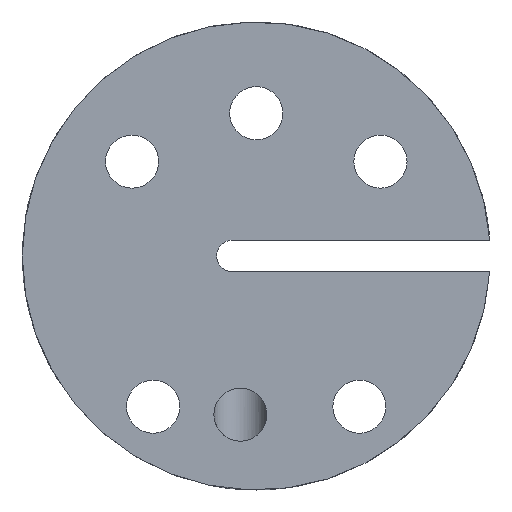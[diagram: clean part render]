
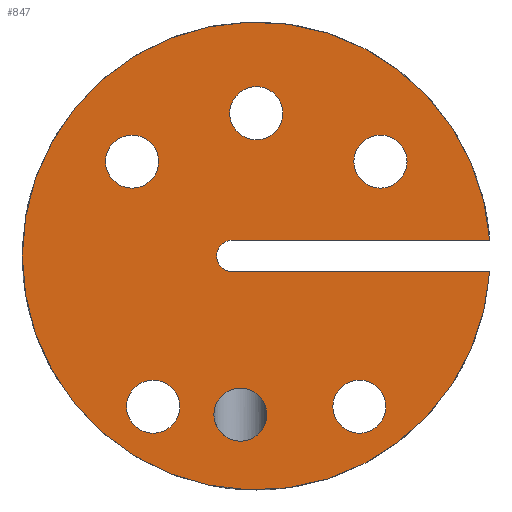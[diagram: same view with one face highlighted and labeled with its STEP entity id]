
A CAD part, front view. The second image highlights one B-rep face of the part: STEP entity #847.
In plain terms, the highlighted planar face has unit normal (0, -1, 0).
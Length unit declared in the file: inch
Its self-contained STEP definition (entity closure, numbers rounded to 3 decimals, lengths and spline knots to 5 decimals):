
#2=DIRECTION('',(-1.,0.,0.));
#3=VECTOR('',#2,0.32432);
#4=CARTESIAN_POINT('',(0.29432,0.,0.02));
#5=LINE('',#4,#3);
#6=CARTESIAN_POINT('',(-0.03,0.,0.));
#7=DIRECTION('',(0.,-1.,0.));
#8=DIRECTION('',(0.,0.,1.));
#9=AXIS2_PLACEMENT_3D('',#6,#7,#8);
#11=DIRECTION('',(1.,0.,0.));
#12=VECTOR('',#11,0.32432);
#13=CARTESIAN_POINT('',(-0.03,0.,-0.02));
#14=LINE('',#13,#12);
#15=CARTESIAN_POINT('',(0.,0.,0.));
#16=DIRECTION('',(0.,1.,0.));
#17=DIRECTION('',(0.998,0.,-0.068));
#18=AXIS2_PLACEMENT_3D('',#15,#16,#17);
#20=CARTESIAN_POINT('',(0.,0.,0.18));
#21=DIRECTION('',(0.,-1.,0.));
#22=DIRECTION('',(1.,0.,0.));
#23=AXIS2_PLACEMENT_3D('',#20,#21,#22);
#25=CARTESIAN_POINT('',(0.,0.,0.18));
#26=DIRECTION('',(0.,-1.,0.));
#27=DIRECTION('',(-1.,0.,0.));
#28=AXIS2_PLACEMENT_3D('',#25,#26,#27);
#30=CARTESIAN_POINT('',(-0.15653,0.,0.119));
#31=DIRECTION('',(0.,-1.,0.));
#32=DIRECTION('',(1.,0.,0.));
#33=AXIS2_PLACEMENT_3D('',#30,#31,#32);
#35=CARTESIAN_POINT('',(-0.15653,0.,0.119));
#36=DIRECTION('',(0.,-1.,0.));
#37=DIRECTION('',(-1.,0.,0.));
#38=AXIS2_PLACEMENT_3D('',#35,#36,#37);
#40=CARTESIAN_POINT('',(0.15653,0.,0.119));
#41=DIRECTION('',(0.,1.,0.));
#42=DIRECTION('',(-1.,0.,0.));
#43=AXIS2_PLACEMENT_3D('',#40,#41,#42);
#45=CARTESIAN_POINT('',(0.15653,0.,0.119));
#46=DIRECTION('',(0.,1.,0.));
#47=DIRECTION('',(1.,0.,0.));
#48=AXIS2_PLACEMENT_3D('',#45,#46,#47);
#50=CARTESIAN_POINT('',(-0.13,0.,-0.19));
#51=DIRECTION('',(0.,-1.,0.));
#52=DIRECTION('',(1.,0.,0.));
#53=AXIS2_PLACEMENT_3D('',#50,#51,#52);
#55=CARTESIAN_POINT('',(-0.13,0.,-0.19));
#56=DIRECTION('',(0.,-1.,0.));
#57=DIRECTION('',(-1.,0.,0.));
#58=AXIS2_PLACEMENT_3D('',#55,#56,#57);
#60=CARTESIAN_POINT('',(0.13,0.,-0.19));
#61=DIRECTION('',(0.,1.,0.));
#62=DIRECTION('',(-1.,0.,0.));
#63=AXIS2_PLACEMENT_3D('',#60,#61,#62);
#65=CARTESIAN_POINT('',(0.13,0.,-0.19));
#66=DIRECTION('',(0.,1.,0.));
#67=DIRECTION('',(1.,0.,0.));
#68=AXIS2_PLACEMENT_3D('',#65,#66,#67);
#70=CARTESIAN_POINT('',(-0.02,0.,-0.2));
#71=DIRECTION('',(0.,1.,0.));
#72=DIRECTION('',(-1.,0.,0.));
#73=AXIS2_PLACEMENT_3D('',#70,#71,#72);
#75=CARTESIAN_POINT('',(-0.02,0.,-0.2));
#76=DIRECTION('',(0.,1.,0.));
#77=DIRECTION('',(1.,0.,0.));
#78=AXIS2_PLACEMENT_3D('',#75,#76,#77);
#642=CARTESIAN_POINT('',(0.29432,0.,0.02));
#643=CARTESIAN_POINT('',(-0.03,0.,0.02));
#644=VERTEX_POINT('',#642);
#645=VERTEX_POINT('',#643);
#646=CARTESIAN_POINT('',(-0.03,0.,-0.02));
#647=VERTEX_POINT('',#646);
#648=CARTESIAN_POINT('',(0.29432,0.,-0.02));
#649=VERTEX_POINT('',#648);
#674=CARTESIAN_POINT('',(0.0335,0.,0.18));
#675=CARTESIAN_POINT('',(-0.0335,0.,0.18));
#676=VERTEX_POINT('',#674);
#677=VERTEX_POINT('',#675);
#678=CARTESIAN_POINT('',(-0.12303,0.,0.119));
#679=CARTESIAN_POINT('',(-0.19003,0.,0.119));
#680=VERTEX_POINT('',#678);
#681=VERTEX_POINT('',#679);
#682=CARTESIAN_POINT('',(0.12303,0.,0.119));
#683=CARTESIAN_POINT('',(0.19003,0.,0.119));
#684=VERTEX_POINT('',#682);
#685=VERTEX_POINT('',#683);
#742=CARTESIAN_POINT('',(-0.0965,0.,-0.19));
#743=CARTESIAN_POINT('',(-0.1635,0.,-0.19));
#744=VERTEX_POINT('',#742);
#745=VERTEX_POINT('',#743);
#750=CARTESIAN_POINT('',(0.0965,0.,-0.19));
#751=CARTESIAN_POINT('',(0.1635,0.,-0.19));
#752=VERTEX_POINT('',#750);
#753=VERTEX_POINT('',#751);
#766=CARTESIAN_POINT('',(-0.0535,0.,-0.2));
#767=CARTESIAN_POINT('',(0.0135,0.,-0.2));
#768=VERTEX_POINT('',#766);
#769=VERTEX_POINT('',#767);
#796=CARTESIAN_POINT('',(0.,0.,0.));
#797=DIRECTION('',(0.,1.,0.));
#798=DIRECTION('',(-1.,0.,0.));
#799=AXIS2_PLACEMENT_3D('',#796,#797,#798);
#800=PLANE('',#799);
#802=ORIENTED_EDGE('',*,*,#801,.T.);
#804=ORIENTED_EDGE('',*,*,#803,.T.);
#806=ORIENTED_EDGE('',*,*,#805,.T.);
#808=ORIENTED_EDGE('',*,*,#807,.T.);
#809=EDGE_LOOP('',(#802,#804,#806,#808));
#810=FACE_OUTER_BOUND('',#809,.F.);
#812=ORIENTED_EDGE('',*,*,#811,.T.);
#814=ORIENTED_EDGE('',*,*,#813,.T.);
#815=EDGE_LOOP('',(#812,#814));
#816=FACE_BOUND('',#815,.F.);
#818=ORIENTED_EDGE('',*,*,#817,.T.);
#820=ORIENTED_EDGE('',*,*,#819,.T.);
#821=EDGE_LOOP('',(#818,#820));
#822=FACE_BOUND('',#821,.F.);
#824=ORIENTED_EDGE('',*,*,#823,.F.);
#826=ORIENTED_EDGE('',*,*,#825,.F.);
#827=EDGE_LOOP('',(#824,#826));
#828=FACE_BOUND('',#827,.F.);
#830=ORIENTED_EDGE('',*,*,#829,.T.);
#832=ORIENTED_EDGE('',*,*,#831,.T.);
#833=EDGE_LOOP('',(#830,#832));
#834=FACE_BOUND('',#833,.F.);
#836=ORIENTED_EDGE('',*,*,#835,.F.);
#838=ORIENTED_EDGE('',*,*,#837,.F.);
#839=EDGE_LOOP('',(#836,#838));
#840=FACE_BOUND('',#839,.F.);
#842=ORIENTED_EDGE('',*,*,#841,.F.);
#844=ORIENTED_EDGE('',*,*,#843,.F.);
#845=EDGE_LOOP('',(#842,#844));
#846=FACE_BOUND('',#845,.F.);
#847=ADVANCED_FACE('',(#810,#816,#822,#828,#834,#840,#846),#800,.F.);
#10=CIRCLE('',#9,0.02);
#19=CIRCLE('',#18,0.295);
#24=CIRCLE('',#23,0.0335);
#29=CIRCLE('',#28,0.0335);
#34=CIRCLE('',#33,0.0335);
#39=CIRCLE('',#38,0.0335);
#44=CIRCLE('',#43,0.0335);
#49=CIRCLE('',#48,0.0335);
#54=CIRCLE('',#53,0.0335);
#59=CIRCLE('',#58,0.0335);
#64=CIRCLE('',#63,0.0335);
#69=CIRCLE('',#68,0.0335);
#74=CIRCLE('',#73,0.0335);
#79=CIRCLE('',#78,0.0335);
#801=EDGE_CURVE('',#644,#645,#5,.T.);
#803=EDGE_CURVE('',#645,#647,#10,.T.);
#805=EDGE_CURVE('',#647,#649,#14,.T.);
#807=EDGE_CURVE('',#649,#644,#19,.T.);
#811=EDGE_CURVE('',#676,#677,#24,.T.);
#813=EDGE_CURVE('',#677,#676,#29,.T.);
#817=EDGE_CURVE('',#680,#681,#34,.T.);
#819=EDGE_CURVE('',#681,#680,#39,.T.);
#823=EDGE_CURVE('',#684,#685,#44,.T.);
#825=EDGE_CURVE('',#685,#684,#49,.T.);
#829=EDGE_CURVE('',#744,#745,#54,.T.);
#831=EDGE_CURVE('',#745,#744,#59,.T.);
#835=EDGE_CURVE('',#752,#753,#64,.T.);
#837=EDGE_CURVE('',#753,#752,#69,.T.);
#841=EDGE_CURVE('',#768,#769,#74,.T.);
#843=EDGE_CURVE('',#769,#768,#79,.T.);
